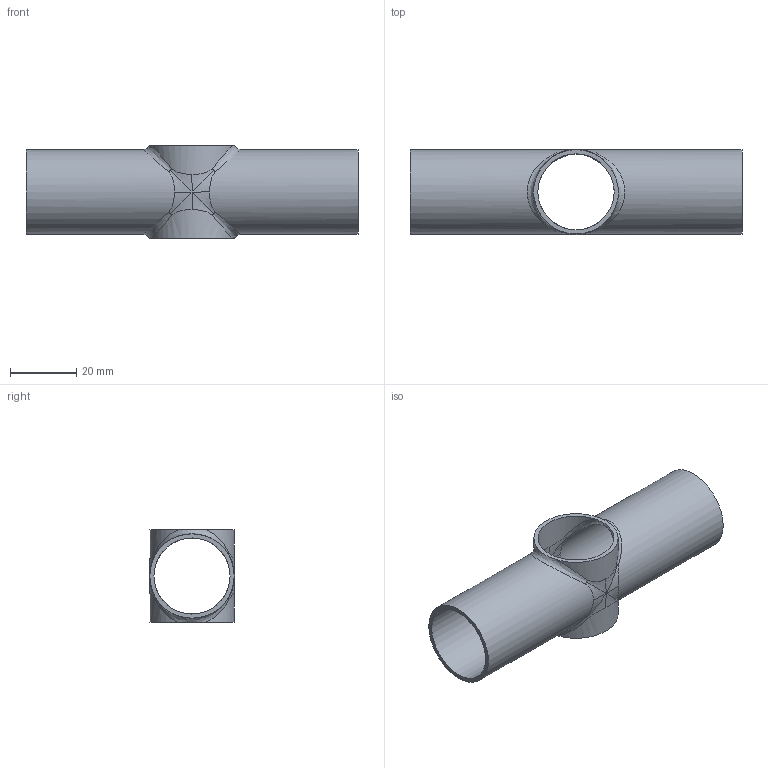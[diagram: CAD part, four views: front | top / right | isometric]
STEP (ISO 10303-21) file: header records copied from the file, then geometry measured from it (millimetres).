
FILE_DESCRIPTION((''),'2;1');
FILE_NAME('47601100X.stp','2010-08-17T12:05:41',('thilbrands'),(''),'Autodesk Inventor 2008','Autodesk Inventor 2008','');
FILE_SCHEMA(('AUTOMOTIVE_DESIGN { 1 0 10303 214 1 1 1 1 }'));
Length unit declared in the file: millimetre
Products named in the file (1): 476011001
Bounding box: 100 x 25.63 x 28 mm (x, y, z)
Volume: 9162.5 mm3; surface area: 15011.5 mm2
Topology: 1 solids, 1 shells, 56 faces, 144 edges, 88 vertices
Faces by surface type: bspline 45, cylinder 8, plane 3
Full cylindrical faces by diameter (mm): 22.9 x2, 25.4 x2
Entity records: 9363 total; most frequent: CARTESIAN_POINT 8245, ORIENTED_EDGE 280, EDGE_CURVE 140, DIRECTION 136, VERTEX_POINT 88, B_SPLINE_CURVE_WITH_KNOTS 84, AXIS2_PLACEMENT_3D 68, EDGE_LOOP 64
